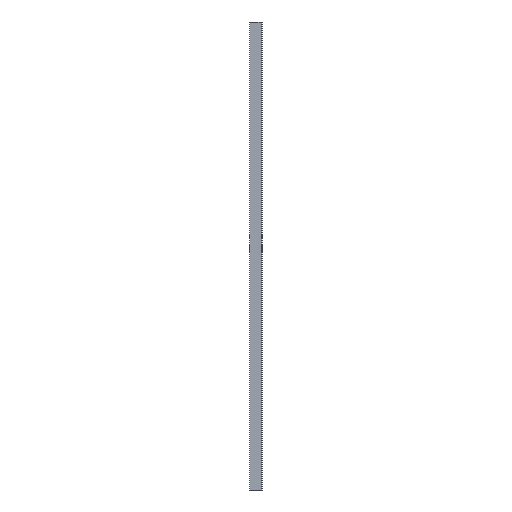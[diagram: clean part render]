
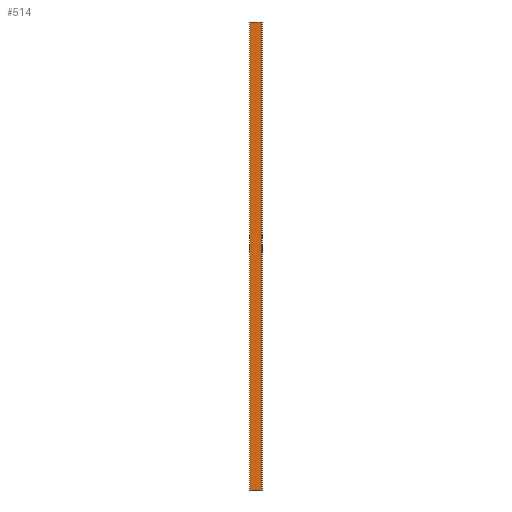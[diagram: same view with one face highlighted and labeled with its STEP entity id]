
A CAD part, left-side view. The second image highlights one B-rep face of the part: STEP entity #514.
In plain terms, the highlighted planar face has unit normal (-1, 0, 0).
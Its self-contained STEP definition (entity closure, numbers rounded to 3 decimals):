
#84 = DIRECTION ( 'NONE',  ( 0., 1., 0. ) ) ;
#105 = CARTESIAN_POINT ( 'NONE',  ( 0.156, 0., 5000. ) ) ;
#121 = EDGE_CURVE ( 'NONE', #343, #547, #171, .T. ) ;
#158 = EDGE_CURVE ( 'NONE', #343, #309, #516, .T. ) ;
#171 = LINE ( 'NONE', #105, #596 ) ;
#175 = CARTESIAN_POINT ( 'NONE',  ( 0.156, 0., 5000. ) ) ;
#203 = EDGE_CURVE ( 'NONE', #309, #776, #734, .T. ) ;
#207 = LINE ( 'NONE', #697, #856 ) ;
#247 = VECTOR ( 'NONE', #799, 1000. ) ;
#290 = CARTESIAN_POINT ( 'NONE',  ( 0.156, 129.5, 0. ) ) ;
#309 = VERTEX_POINT ( 'NONE', #613 ) ;
#324 = PLANE ( 'NONE',  #872 ) ;
#328 = ORIENTED_EDGE ( 'NONE', *, *, #481, .F. ) ;
#330 = CARTESIAN_POINT ( 'NONE',  ( 0.156, 129.5, 5000. ) ) ;
#343 = VERTEX_POINT ( 'NONE', #878 ) ;
#393 = DIRECTION ( 'NONE',  ( 0., 0., -1. ) ) ;
#428 = VECTOR ( 'NONE', #869, 1000. ) ;
#445 = CARTESIAN_POINT ( 'NONE',  ( 0.156, 0., 5000. ) ) ;
#450 = FACE_OUTER_BOUND ( 'NONE', #594, .T. ) ;
#481 = EDGE_CURVE ( 'NONE', #547, #776, #207, .T. ) ;
#511 = CARTESIAN_POINT ( 'NONE',  ( 0.156, 0., 0. ) ) ;
#514 = ADVANCED_FACE ( 'NONE', ( #450 ), #324, .T. ) ;
#516 = LINE ( 'NONE', #175, #247 ) ;
#547 = VERTEX_POINT ( 'NONE', #511 ) ;
#552 = ORIENTED_EDGE ( 'NONE', *, *, #121, .F. ) ;
#569 = ORIENTED_EDGE ( 'NONE', *, *, #158, .T. ) ;
#591 = DIRECTION ( 'NONE',  ( 0., 0., 1. ) ) ;
#594 = EDGE_LOOP ( 'NONE', ( #328, #552, #569, #876 ) ) ;
#596 = VECTOR ( 'NONE', #393, 1000. ) ;
#613 = CARTESIAN_POINT ( 'NONE',  ( 0.156, 129.5, 5000. ) ) ;
#666 = DIRECTION ( 'NONE',  ( -1., 0., 0. ) ) ;
#697 = CARTESIAN_POINT ( 'NONE',  ( 0.156, 0., 0. ) ) ;
#734 = LINE ( 'NONE', #330, #428 ) ;
#776 = VERTEX_POINT ( 'NONE', #290 ) ;
#799 = DIRECTION ( 'NONE',  ( 0., 1., 0. ) ) ;
#856 = VECTOR ( 'NONE', #84, 1000. ) ;
#869 = DIRECTION ( 'NONE',  ( 0., 0., -1. ) ) ;
#872 = AXIS2_PLACEMENT_3D ( 'NONE', #445, #666, #591 ) ;
#876 = ORIENTED_EDGE ( 'NONE', *, *, #203, .T. ) ;
#878 = CARTESIAN_POINT ( 'NONE',  ( 0.156, 0., 5000. ) ) ;
